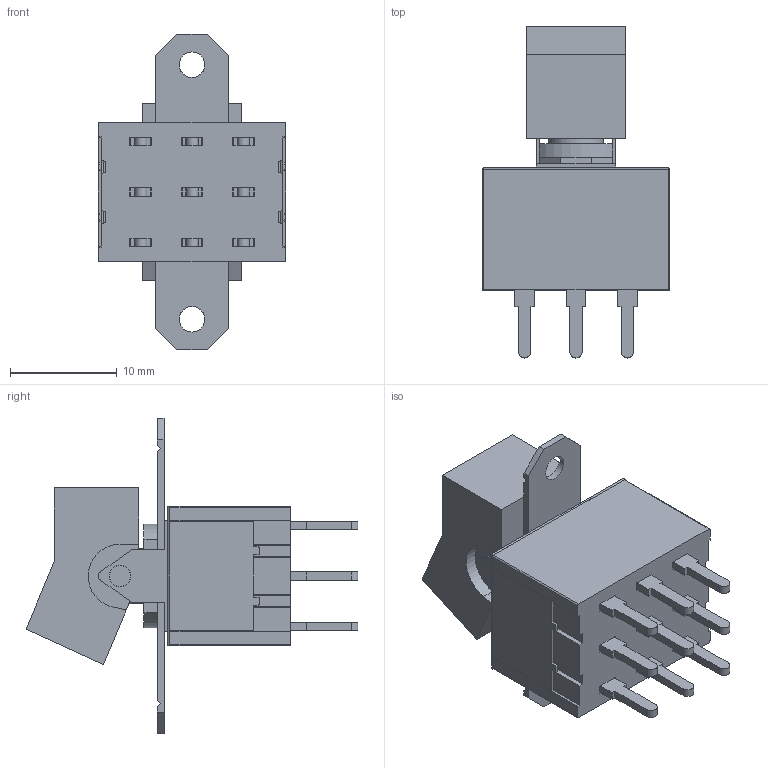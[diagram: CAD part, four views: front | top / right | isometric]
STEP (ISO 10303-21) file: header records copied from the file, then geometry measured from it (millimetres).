
FILE_DESCRIPTION( ( '' ), '1' );
FILE_NAME( 'm2032tnw03_da_2_14b.stp', '2010-10-06T01:23:12', ( '' ), ( '' ), ' ', ' ', ' ' );
FILE_SCHEMA( ( 'automotive_design' ) );
Length unit declared in the file: inch
Products named in the file (6): 1; 2; 3; 4; 5; 6
Bounding box: 17.5 x 31.04 x 29.49 mm (x, y, z)
Volume: 3939.3 mm3; surface area: 4635.7 mm2
Topology: 6 solids, 6 shells, 297 faces, 809 edges, 534 vertices
Faces by surface type: plane 242, cylinder 55
Entity records: 18557 total; most frequent: STYLED_ITEM 1646, PRESENTATION_STYLE_ASSIGNMENT 1646, CARTESIAN_POINT 1646, COLOUR_RGB 1646, ORIENTED_EDGE 1618, DIRECTION 1535, EDGE_CURVE 809, CURVE_STYLE 809
